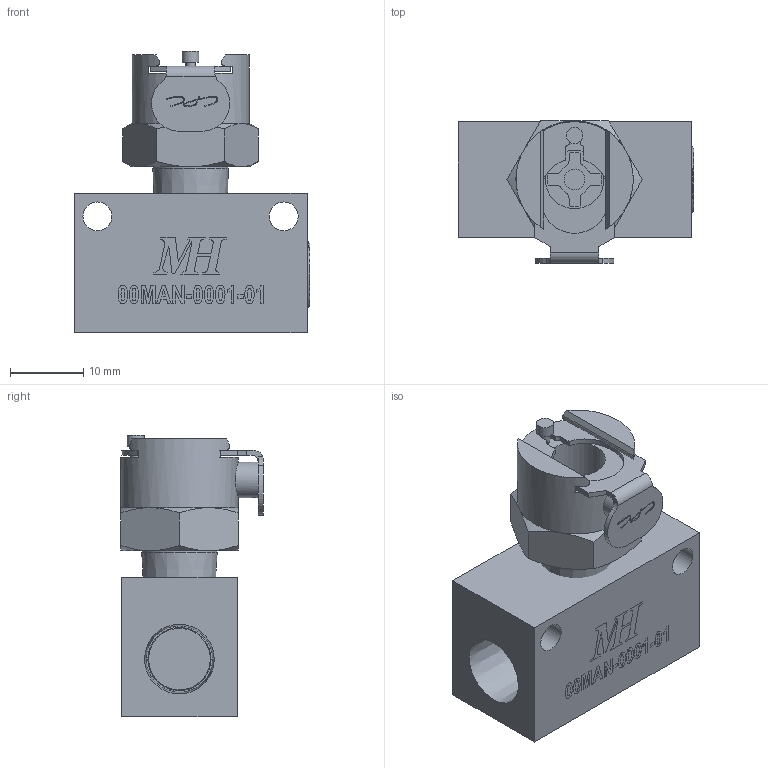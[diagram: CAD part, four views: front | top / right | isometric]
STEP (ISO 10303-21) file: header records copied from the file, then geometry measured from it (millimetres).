
FILE_DESCRIPTION(('STEP AP214'),'1');
FILE_NAME('00MAN-0001-02.stp','2024-03-28T20:36:01',(' '),(' '),'Spatial InterOp 3D',' ',' ');
FILE_SCHEMA(('AUTOMOTIVE_DESIGN { 1 0 10303 214 1 1 1 1 }'));
Length unit declared in the file: inch
Products named in the file (6): Assembly25; ASSEM1; 00MAN-0001-02 (Low Pressure Manifold, Single (1x) 1/8-27 FNPT outlet port w/ CPC Fitting)
Assembly tree (5 placements, depth 3):
  Assembly25
    ASSEM1
    00MAN-0001-02 (Low Pressure Manifold, Single (1x) 1/8-27 FNPT outlet port w/ CPC Fitting)
      ASSEM1
      (unnamed)
      (unnamed)
Bounding box: 32.13 x 19.43 x 38.4 mm (x, y, z)
Volume: 16866.1 mm3; surface area: 11080.2 mm2
Topology: 4 solids, 4 shells, 1175 faces, 3319 edges, 2205 vertices
Faces by surface type: plane 1062, cylinder 83, cone 26, bspline 3, torus 1
Full cylindrical faces by diameter (mm): 1.27 x1, 2.286 x1, 2.794 x1, 3.937 x4, 4.191 x1, 4.42 x2, 4.826 x1, 7.137 x1, 8.001 x1, 8.611 x2, 10.287 x1, 16.002 x1
Entity records: 48976 total; most frequent: CARTESIAN_POINT 9009, ORIENTED_EDGE 6554, DIRECTION 5809, EDGE_CURVE 3277, LINE 3007, VECTOR 3007, VERTEX_POINT 2197, AXIS2_PLACEMENT_3D 1401
